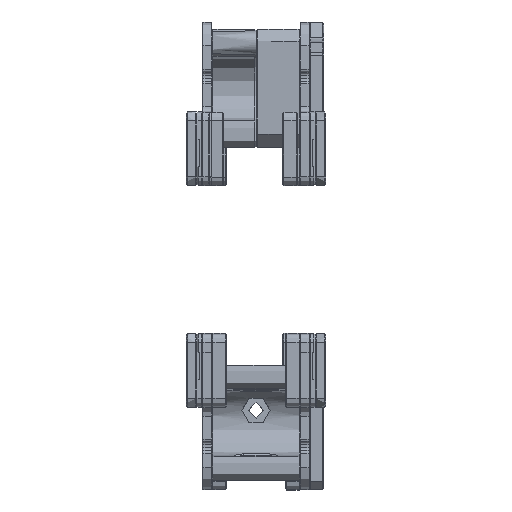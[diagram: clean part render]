
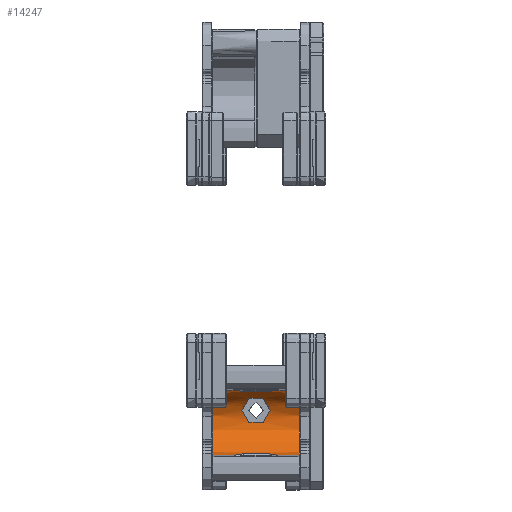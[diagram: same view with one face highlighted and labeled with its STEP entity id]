
A CAD part, left-side view. The second image highlights one B-rep face of the part: STEP entity #14247.
In plain terms, the highlighted cylindrical face has radius 11.05 mm (diameter 22.1 mm), a partial arc.
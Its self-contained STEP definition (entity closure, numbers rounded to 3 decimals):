
#282=ELLIPSE('',#15387,12.759,11.05);
#283=ELLIPSE('',#15388,12.759,11.05);
#284=ELLIPSE('',#15389,12.759,11.05);
#285=ELLIPSE('',#15390,12.759,11.05);
#599=CYLINDRICAL_SURFACE('',#15386,11.05);
#766=FACE_BOUND('',#2836,.T.);
#993=CIRCLE('',#15316,11.05);
#1015=CIRCLE('',#15368,11.05);
#1947=FACE_OUTER_BOUND('',#2835,.T.);
#2835=EDGE_LOOP('',(#10960,#10961,#10962,#10963,#10964,#10965,#10966,#10967,
#10968,#10969,#10970,#10971,#10972));
#2836=EDGE_LOOP('',(#10973,#10974,#10975,#10976,#10977,#10978));
#3633=B_SPLINE_CURVE_WITH_KNOTS('',3,(#22712,#22713,#22714,#22715,#22716,
#22717),.UNSPECIFIED.,.F.,.F.,(4,2,4),(1.898,1.962,
2.308),.UNSPECIFIED.);
#3634=B_SPLINE_CURVE_WITH_KNOTS('',3,(#22720,#22721,#22722,#22723,#22724,
#22725),.UNSPECIFIED.,.F.,.F.,(4,2,4),(22.11,22.163,
22.554),.UNSPECIFIED.);
#3635=B_SPLINE_CURVE_WITH_KNOTS('',3,(#22729,#22730,#22731,#22732,#22733,
#22734,#22735,#22736),.UNSPECIFIED.,.F.,.F.,(4,2,2,4),(2.104,
2.34,2.512,2.523),.UNSPECIFIED.);
#3636=B_SPLINE_CURVE_WITH_KNOTS('',3,(#22740,#22741,#22742,#22743,#22744,
#22745),.UNSPECIFIED.,.F.,.F.,(4,2,4),(8.709,8.918,
9.139),.UNSPECIFIED.);
#4246=LINE('',#22692,#5492);
#4247=LINE('',#22694,#5493);
#4253=LINE('',#22709,#5499);
#4254=LINE('',#22719,#5500);
#4255=LINE('',#22727,#5501);
#4256=LINE('',#22738,#5502);
#4257=LINE('',#22746,#5503);
#4258=LINE('',#22751,#5504);
#4259=LINE('',#22757,#5505);
#5492=VECTOR('',#17500,10.);
#5493=VECTOR('',#17501,10.);
#5499=VECTOR('',#17511,10.);
#5500=VECTOR('',#17514,10.);
#5501=VECTOR('',#17515,10.);
#5502=VECTOR('',#17516,10.);
#5503=VECTOR('',#17517,10.);
#5504=VECTOR('',#17520,10.);
#5505=VECTOR('',#17525,10.);
#6702=VERTEX_POINT('',#22482);
#6703=VERTEX_POINT('',#22486);
#6740=VERTEX_POINT('',#22622);
#6742=VERTEX_POINT('',#22628);
#6763=VERTEX_POINT('',#22691);
#6764=VERTEX_POINT('',#22693);
#6771=VERTEX_POINT('',#22707);
#6772=VERTEX_POINT('',#22711);
#6773=VERTEX_POINT('',#22718);
#6774=VERTEX_POINT('',#22726);
#6775=VERTEX_POINT('',#22728);
#6776=VERTEX_POINT('',#22737);
#6777=VERTEX_POINT('',#22739);
#6778=VERTEX_POINT('',#22747);
#6779=VERTEX_POINT('',#22748);
#6780=VERTEX_POINT('',#22750);
#6781=VERTEX_POINT('',#22752);
#6782=VERTEX_POINT('',#22754);
#6783=VERTEX_POINT('',#22756);
#8188=EDGE_CURVE('',#6703,#6702,#993,.T.);
#8257=EDGE_CURVE('',#6740,#6742,#1015,.T.);
#8289=EDGE_CURVE('',#6763,#6742,#4246,.T.);
#8290=EDGE_CURVE('',#6764,#6763,#4247,.T.);
#8298=EDGE_CURVE('',#6703,#6771,#4253,.T.);
#8299=EDGE_CURVE('',#6772,#6771,#3633,.T.);
#8300=EDGE_CURVE('',#6773,#6772,#4254,.T.);
#8301=EDGE_CURVE('',#6764,#6773,#3634,.T.);
#8302=EDGE_CURVE('',#6740,#6774,#4255,.T.);
#8303=EDGE_CURVE('',#6775,#6774,#3635,.T.);
#8304=EDGE_CURVE('',#6776,#6775,#4256,.T.);
#8305=EDGE_CURVE('',#6777,#6776,#3636,.T.);
#8306=EDGE_CURVE('',#6777,#6702,#4257,.T.);
#8307=EDGE_CURVE('',#6778,#6779,#282,.T.);
#8308=EDGE_CURVE('',#6779,#6780,#4258,.T.);
#8309=EDGE_CURVE('',#6780,#6781,#283,.T.);
#8310=EDGE_CURVE('',#6781,#6782,#284,.T.);
#8311=EDGE_CURVE('',#6782,#6783,#4259,.T.);
#8312=EDGE_CURVE('',#6783,#6778,#285,.T.);
#10960=ORIENTED_EDGE('',*,*,#8188,.F.);
#10961=ORIENTED_EDGE('',*,*,#8298,.T.);
#10962=ORIENTED_EDGE('',*,*,#8299,.F.);
#10963=ORIENTED_EDGE('',*,*,#8300,.F.);
#10964=ORIENTED_EDGE('',*,*,#8301,.F.);
#10965=ORIENTED_EDGE('',*,*,#8290,.T.);
#10966=ORIENTED_EDGE('',*,*,#8289,.T.);
#10967=ORIENTED_EDGE('',*,*,#8257,.F.);
#10968=ORIENTED_EDGE('',*,*,#8302,.T.);
#10969=ORIENTED_EDGE('',*,*,#8303,.F.);
#10970=ORIENTED_EDGE('',*,*,#8304,.F.);
#10971=ORIENTED_EDGE('',*,*,#8305,.F.);
#10972=ORIENTED_EDGE('',*,*,#8306,.T.);
#10973=ORIENTED_EDGE('',*,*,#8307,.T.);
#10974=ORIENTED_EDGE('',*,*,#8308,.T.);
#10975=ORIENTED_EDGE('',*,*,#8309,.T.);
#10976=ORIENTED_EDGE('',*,*,#8310,.T.);
#10977=ORIENTED_EDGE('',*,*,#8311,.T.);
#10978=ORIENTED_EDGE('',*,*,#8312,.T.);
#14247=ADVANCED_FACE('',(#1947,#766),#599,.F.);
#15316=AXIS2_PLACEMENT_3D('',#22488,#17292,#17293);
#15368=AXIS2_PLACEMENT_3D('',#22629,#17442,#17443);
#15386=AXIS2_PLACEMENT_3D('',#22710,#17512,#17513);
#15387=AXIS2_PLACEMENT_3D('',#22749,#17518,#17519);
#15388=AXIS2_PLACEMENT_3D('',#22753,#17521,#17522);
#15389=AXIS2_PLACEMENT_3D('',#22755,#17523,#17524);
#15390=AXIS2_PLACEMENT_3D('',#22758,#17526,#17527);
#17292=DIRECTION('center_axis',(0.,0.,1.));
#17293=DIRECTION('ref_axis',(0.029,1.,0.));
#17442=DIRECTION('center_axis',(0.,0.,-1.));
#17443=DIRECTION('ref_axis',(0.029,1.,0.));
#17500=DIRECTION('',(0.,0.,1.));
#17501=DIRECTION('',(0.,0.,1.));
#17511=DIRECTION('',(0.,0.,1.));
#17512=DIRECTION('center_axis',(0.,0.,
-1.));
#17513=DIRECTION('ref_axis',(0.029,1.,0.));
#17514=DIRECTION('',(0.,0.,-1.));
#17515=DIRECTION('',(0.,0.,-1.));
#17516=DIRECTION('',(0.,0.,1.));
#17517=DIRECTION('',(0.,0.,-1.));
#17518=DIRECTION('center_axis',(0.,0.5,
-0.866));
#17519=DIRECTION('ref_axis',(0.,0.866,0.5));
#17520=DIRECTION('',(0.,0.,-1.));
#17521=DIRECTION('center_axis',(0.,0.5,
0.866));
#17522=DIRECTION('ref_axis',(0.,0.866,-0.5));
#17523=DIRECTION('center_axis',(0.,-0.5,
0.866));
#17524=DIRECTION('ref_axis',(0.,0.866,0.5));
#17525=DIRECTION('',(0.,0.,1.));
#17526=DIRECTION('center_axis',(0.,-0.5,
-0.866));
#17527=DIRECTION('ref_axis',(0.,0.866,-0.5));
#22482=CARTESIAN_POINT('',(-20.784,358.275,-31.6));
#22486=CARTESIAN_POINT('',(-20.784,336.184,-31.6));
#22488=CARTESIAN_POINT('Origin',(-21.101,347.229,-31.6));
#22622=CARTESIAN_POINT('',(-20.784,358.275,-2.4));
#22628=CARTESIAN_POINT('',(-20.784,336.184,-2.4));
#22629=CARTESIAN_POINT('Origin',(-21.101,347.229,-2.4));
#22691=CARTESIAN_POINT('',(-20.784,336.184,-3.));
#22692=CARTESIAN_POINT('',(-20.784,336.184,-3.));
#22693=CARTESIAN_POINT('',(-20.784,336.184,-9.551));
#22694=CARTESIAN_POINT('',(-20.784,336.184,0.591));
#22707=CARTESIAN_POINT('',(-20.784,336.184,-24.448));
#22709=CARTESIAN_POINT('',(-20.784,336.184,-17.));
#22710=CARTESIAN_POINT('Origin',(-21.101,347.229,0.591));
#22711=CARTESIAN_POINT('',(-17.719,336.71,-21.368));
#22712=CARTESIAN_POINT('Ctrl Pts',(-17.719,336.71,-21.368));
#22713=CARTESIAN_POINT('Ctrl Pts',(-17.878,336.659,-21.531));
#22714=CARTESIAN_POINT('Ctrl Pts',(-18.038,336.611,-21.694));
#22715=CARTESIAN_POINT('Ctrl Pts',(-19.068,336.331,-22.735));
#22716=CARTESIAN_POINT('Ctrl Pts',(-19.962,336.208,-23.617));
#22717=CARTESIAN_POINT('Ctrl Pts',(-20.784,336.184,-24.448));
#22718=CARTESIAN_POINT('',(-17.719,336.71,-12.633));
#22719=CARTESIAN_POINT('',(-17.719,336.71,0.591));
#22720=CARTESIAN_POINT('Ctrl Pts',(-20.784,336.184,-9.551));
#22721=CARTESIAN_POINT('Ctrl Pts',(-20.656,336.188,-9.68));
#22722=CARTESIAN_POINT('Ctrl Pts',(-20.53,336.194,-9.807));
#22723=CARTESIAN_POINT('Ctrl Pts',(-19.49,336.259,-10.854));
#22724=CARTESIAN_POINT('Ctrl Pts',(-18.583,336.432,-11.751));
#22725=CARTESIAN_POINT('Ctrl Pts',(-17.719,336.71,-12.633));
#22726=CARTESIAN_POINT('',(-20.784,358.275,-9.552));
#22727=CARTESIAN_POINT('',(-20.784,358.275,-17.));
#22728=CARTESIAN_POINT('',(-17.719,357.749,-12.632));
#22729=CARTESIAN_POINT('Ctrl Pts',(-17.719,357.749,-12.632));
#22730=CARTESIAN_POINT('Ctrl Pts',(-18.284,357.931,-12.057));
#22731=CARTESIAN_POINT('Ctrl Pts',(-18.851,358.062,-11.488));
#22732=CARTESIAN_POINT('Ctrl Pts',(-19.806,358.211,-10.532));
#22733=CARTESIAN_POINT('Ctrl Pts',(-20.25,358.255,-10.089));
#22734=CARTESIAN_POINT('Ctrl Pts',(-20.723,358.273,-9.613));
#22735=CARTESIAN_POINT('Ctrl Pts',(-20.753,358.274,-9.582));
#22736=CARTESIAN_POINT('Ctrl Pts',(-20.784,358.275,-9.551));
#22737=CARTESIAN_POINT('',(-17.719,357.749,-21.368));
#22738=CARTESIAN_POINT('',(-17.719,357.749,0.591));
#22739=CARTESIAN_POINT('',(-20.784,358.275,-24.449));
#22740=CARTESIAN_POINT('Ctrl Pts',(-20.784,358.275,-24.449));
#22741=CARTESIAN_POINT('Ctrl Pts',(-20.276,358.26,-23.937));
#22742=CARTESIAN_POINT('Ctrl Pts',(-19.774,358.211,-23.435));
#22743=CARTESIAN_POINT('Ctrl Pts',(-18.768,358.043,-22.427));
#22744=CARTESIAN_POINT('Ctrl Pts',(-18.242,357.917,-21.899));
#22745=CARTESIAN_POINT('Ctrl Pts',(-17.719,357.749,-21.368));
#22746=CARTESIAN_POINT('',(-20.784,358.275,0.591));
#22747=CARTESIAN_POINT('',(-10.893,343.,-12.25));
#22748=CARTESIAN_POINT('',(-13.856,338.886,-14.625));
#22749=CARTESIAN_POINT('Origin',(-21.101,347.229,-9.808));
#22750=CARTESIAN_POINT('',(-13.856,338.886,-19.375));
#22751=CARTESIAN_POINT('',(-13.856,338.886,0.591));
#22752=CARTESIAN_POINT('',(-10.893,343.,-21.75));
#22753=CARTESIAN_POINT('Origin',(-21.101,347.229,-24.192));
#22754=CARTESIAN_POINT('',(-10.052,347.114,-19.375));
#22755=CARTESIAN_POINT('Origin',(-21.101,347.229,-19.308));
#22756=CARTESIAN_POINT('',(-10.052,347.114,-14.625));
#22757=CARTESIAN_POINT('',(-10.052,347.114,0.591));
#22758=CARTESIAN_POINT('Origin',(-21.101,347.229,-14.692));
